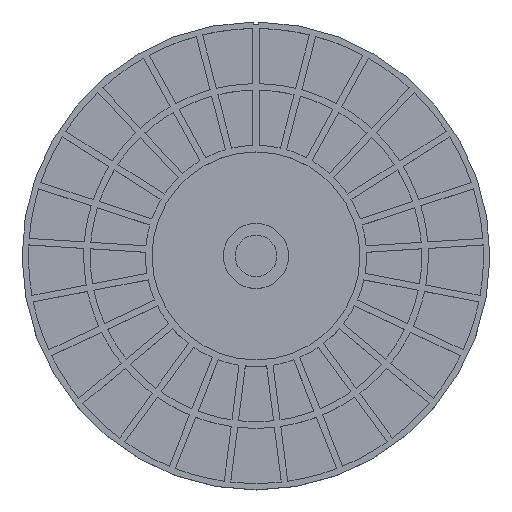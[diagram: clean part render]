
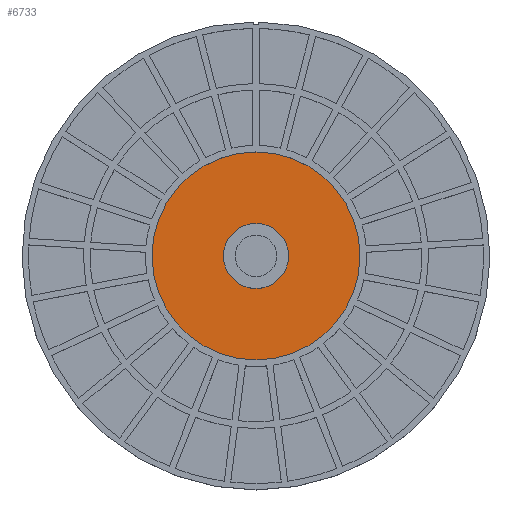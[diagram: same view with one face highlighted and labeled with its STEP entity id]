
A CAD part, top view. The second image highlights one B-rep face of the part: STEP entity #6733.
In plain terms, the highlighted planar face has unit normal (0, 0, 1).
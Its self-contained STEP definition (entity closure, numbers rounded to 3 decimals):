
#1368=FACE_BOUND('',#2104,.T.);
#1661=FACE_OUTER_BOUND('',#2103,.T.);
#2103=EDGE_LOOP('',(#5894));
#2104=EDGE_LOOP('',(#5895));
#2553=CIRCLE('',#7235,12.5);
#2654=CIRCLE('',#7587,40.);
#3112=VERTEX_POINT('',#10912);
#3313=VERTEX_POINT('',#11766);
#3824=EDGE_CURVE('',#3112,#3112,#2553,.T.);
#4226=EDGE_CURVE('',#3313,#3313,#2654,.T.);
#5894=ORIENTED_EDGE('',*,*,#4226,.T.);
#5895=ORIENTED_EDGE('',*,*,#3824,.T.);
#6440=PLANE('',#7588);
#6733=ADVANCED_FACE('',(#1661,#1368),#6440,.T.);
#7235=AXIS2_PLACEMENT_3D('',#10914,#8628,#8629);
#7587=AXIS2_PLACEMENT_3D('',#11768,#9633,#9634);
#7588=AXIS2_PLACEMENT_3D('',#11769,#9635,#9636);
#8628=DIRECTION('center_axis',(0.,0.,-1.));
#8629=DIRECTION('ref_axis',(-1.,0.,0.));
#9633=DIRECTION('center_axis',(0.,0.,1.));
#9634=DIRECTION('ref_axis',(-1.,0.,0.));
#9635=DIRECTION('center_axis',(0.,0.,1.));
#9636=DIRECTION('ref_axis',(1.,0.,0.));
#10912=CARTESIAN_POINT('',(12.5,0.,3.));
#10914=CARTESIAN_POINT('Origin',(0.,0.,3.));
#11766=CARTESIAN_POINT('',(40.,0.,3.));
#11768=CARTESIAN_POINT('Origin',(0.,0.,3.));
#11769=CARTESIAN_POINT('Origin',(0.,0.,3.));
